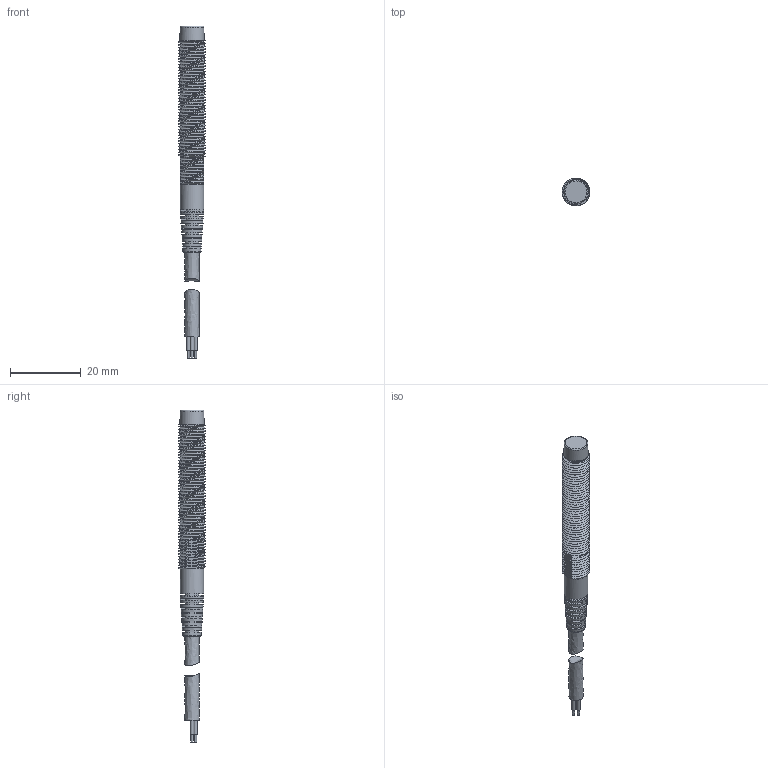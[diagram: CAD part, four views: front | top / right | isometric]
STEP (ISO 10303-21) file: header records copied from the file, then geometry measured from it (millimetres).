
FILE_DESCRIPTION( ('This file contains a STEP AP42 implementation' ,'as created by ZW3D STEP Interface translator.') ,'2;1' );
FILE_NAME( 'WCN2-0802X-X3UX.stp' ,'201027. 82216', (''), ('ZWCAD Software Co.'), 'Version 1.0', 'ZW3D to STEP translator', '' );
FILE_SCHEMA(('AUTOMOTIVE_DESIGN'));
Length unit declared in the file: millimetre
Products named in the file (2): 0; WCN2-0802X-X3UX
Bounding box: 7.8 x 7.8 x 94 mm (x, y, z)
Volume: 2671.3 mm3; surface area: 2750.8 mm2
Topology: 2 solids, 2 shells, 234 faces, 566 edges, 356 vertices
Faces by surface type: bspline 234
Entity records: 31034 total; most frequent: CARTESIAN_POINT 27582, ORIENTED_EDGE 1130, EDGE_CURVE 565, VERTEX_POINT 356, B_SPLINE_CURVE_WITH_KNOTS 277, EDGE_LOOP 255, FACE_OUTER_BOUND 234, ADVANCED_FACE 234
